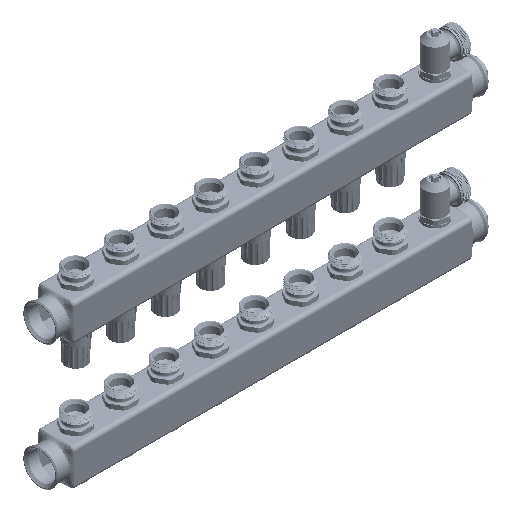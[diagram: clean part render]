
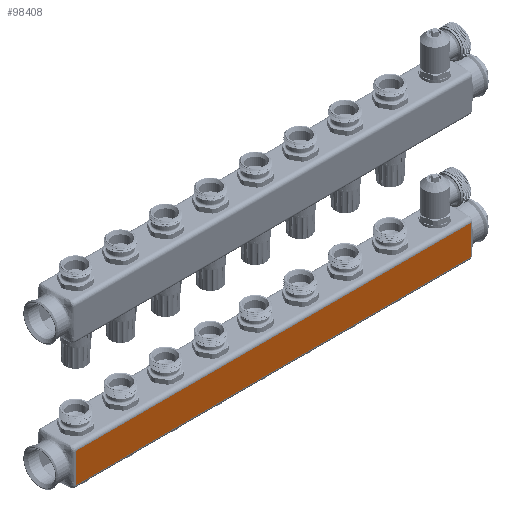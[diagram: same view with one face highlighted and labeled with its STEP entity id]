
A CAD part, isometric view. The second image highlights one B-rep face of the part: STEP entity #98408.
In plain terms, the highlighted planar face has unit normal (0, -1, 0).
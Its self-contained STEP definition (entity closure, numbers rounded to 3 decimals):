
#93495=CARTESIAN_POINT('',(19.869,-20.,
16.5));
#93659=CARTESIAN_POINT('',(19.869,-20.,
-16.5));
#93665=CARTESIAN_POINT('',(460.131,-20.,16.5));
#93666=CARTESIAN_POINT('',(460.131,-20.,16.5));
#93667=CARTESIAN_POINT('',(460.152,-20.,
16.026));
#93668=CARTESIAN_POINT('',(460.195,-20.,
15.08));
#93669=CARTESIAN_POINT('',(460.268,-20.,
13.665));
#93670=CARTESIAN_POINT('',(460.347,-20.,
12.268));
#93671=CARTESIAN_POINT('',(460.432,-20.,
10.874));
#93672=CARTESIAN_POINT('',(460.521,-20.,
9.428));
#93673=CARTESIAN_POINT('',(460.612,-20.,
7.867));
#93674=CARTESIAN_POINT('',(460.697,-20.,6.18));
#93675=CARTESIAN_POINT('',(460.762,-20.,4.409));
#93676=CARTESIAN_POINT('',(460.804,-20.,2.605));
#93677=CARTESIAN_POINT('',(460.824,-20.,0.786));
#93678=CARTESIAN_POINT('',(460.822,-20.,-1.068));
#93679=CARTESIAN_POINT('',(460.798,-20.,-2.971));
#93680=CARTESIAN_POINT('',(460.748,-20.,-4.88));
#93681=CARTESIAN_POINT('',(460.673,-20.,-6.707));
#93682=CARTESIAN_POINT('',(460.583,-20.,-8.392));
#93683=CARTESIAN_POINT('',(460.488,-20.,-9.964));
#93684=CARTESIAN_POINT('',(460.393,-20.,-11.499));
#93685=CARTESIAN_POINT('',(460.3,-20.,-13.073));
#93686=CARTESIAN_POINT('',(460.21,-20.,-14.745));
#93687=CARTESIAN_POINT('',(460.157,-20.,-15.897));
#93688=CARTESIAN_POINT('',(460.131,-20.,-16.5));
#93690=DIRECTION('',(-1.,0.,0.));
#93691=VECTOR('',#93690,440.263);
#93692=CARTESIAN_POINT('',(460.131,-20.,
-16.5));
#93693=LINE('',#93692,#93691);
#93694=CARTESIAN_POINT('',(19.869,-20.,-16.5));
#93695=CARTESIAN_POINT('',(19.869,-20.,-16.5));
#93696=CARTESIAN_POINT('',(19.847,-20.,
-15.981));
#93697=CARTESIAN_POINT('',(19.799,-20.,
-14.939));
#93698=CARTESIAN_POINT('',(19.717,-20.,
-13.387));
#93699=CARTESIAN_POINT('',(19.628,-20.,
-11.853));
#93700=CARTESIAN_POINT('',(19.533,-20.,
-10.305));
#93701=CARTESIAN_POINT('',(19.433,-20.,
-8.671));
#93702=CARTESIAN_POINT('',(19.337,-20.,-6.911));
#93703=CARTESIAN_POINT('',(19.259,-20.,-5.059));
#93704=CARTESIAN_POINT('',(19.207,-20.,-3.192));
#93705=CARTESIAN_POINT('',(19.18,-20.,-1.347));
#93706=CARTESIAN_POINT('',(19.175,-20.,0.488));
#93707=CARTESIAN_POINT('',(19.191,-20.,2.338));
#93708=CARTESIAN_POINT('',(19.231,-20.,4.183));
#93709=CARTESIAN_POINT('',(19.294,-20.,5.956));
#93710=CARTESIAN_POINT('',(19.373,-20.,7.591));
#93711=CARTESIAN_POINT('',(19.458,-20.,9.085));
#93712=CARTESIAN_POINT('',(19.545,-20.,10.495));
#93713=CARTESIAN_POINT('',(19.63,-20.,11.893));
#93714=CARTESIAN_POINT('',(19.714,-20.,13.337));
#93715=CARTESIAN_POINT('',(19.796,-20.,14.877));
#93716=CARTESIAN_POINT('',(19.845,-20.,15.941));
#93717=CARTESIAN_POINT('',(19.869,-20.,16.5));
#94794=DIRECTION('',(-1.,0.,0.));
#94795=VECTOR('',#94794,440.263);
#94796=CARTESIAN_POINT('',(460.131,-20.,
16.5));
#94797=LINE('',#94796,#94795);
#96865=VERTEX_POINT('',#93495);
#96880=VERTEX_POINT('',#93659);
#96882=VERTEX_POINT('',#93665);
#96883=VERTEX_POINT('',#93688);
#98394=CARTESIAN_POINT('',(240.,-20.,0.));
#98395=DIRECTION('',(0.,1.,0.));
#98396=DIRECTION('',(1.,0.,0.));
#98397=AXIS2_PLACEMENT_3D('',#98394,#98395,#98396);
#98398=PLANE('',#98397);
#98400=ORIENTED_EDGE('',*,*,#98399,.T.);
#98402=ORIENTED_EDGE('',*,*,#98401,.T.);
#98403=ORIENTED_EDGE('',*,*,#98388,.T.);
#98405=ORIENTED_EDGE('',*,*,#98404,.F.);
#98406=EDGE_LOOP('',(#98400,#98402,#98403,#98405));
#98407=FACE_OUTER_BOUND('',#98406,.F.);
#98408=ADVANCED_FACE('',(#98407),#98398,.F.);
#93689=B_SPLINE_CURVE_WITH_KNOTS('',3,(#93665,#93666,#93667,#93668,#93669,
#93670,#93671,#93672,#93673,#93674,#93675,#93676,#93677,#93678,#93679,#93680,
#93681,#93682,#93683,#93684,#93685,#93686,#93687,#93688),.UNSPECIFIED.,.F.,.F.,(
4,1,1,1,1,1,1,1,1,1,1,1,1,1,1,1,1,1,1,1,1,4),(0.,0.,
0.043,0.085,0.128,0.169,
0.212,0.26,0.312,0.366,
0.421,0.476,0.531,0.589,
0.649,0.705,0.756,0.803,
0.849,0.896,0.946,1.),.UNSPECIFIED.);
#93718=B_SPLINE_CURVE_WITH_KNOTS('',3,(#93694,#93695,#93696,#93697,#93698,
#93699,#93700,#93701,#93702,#93703,#93704,#93705,#93706,#93707,#93708,#93709,
#93710,#93711,#93712,#93713,#93714,#93715,#93716,#93717),.UNSPECIFIED.,.F.,.F.,(
4,1,1,1,1,1,1,1,1,1,1,1,1,1,1,1,1,1,1,1,1,4),(0.,0.,
0.047,0.094,0.14,0.186,
0.235,0.289,0.347,0.404,
0.459,0.514,0.57,0.627,
0.682,0.732,0.777,0.819,
0.861,0.904,0.95,1.),.UNSPECIFIED.);
#98388=EDGE_CURVE('',#96880,#96865,#93718,.T.);
#98399=EDGE_CURVE('',#96882,#96883,#93689,.T.);
#98401=EDGE_CURVE('',#96883,#96880,#93693,.T.);
#98404=EDGE_CURVE('',#96882,#96865,#94797,.T.);
